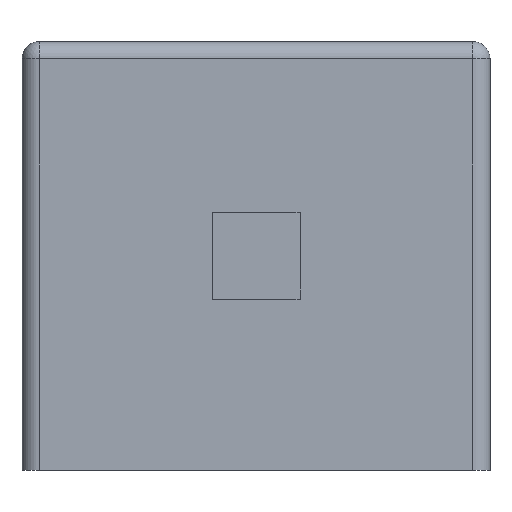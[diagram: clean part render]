
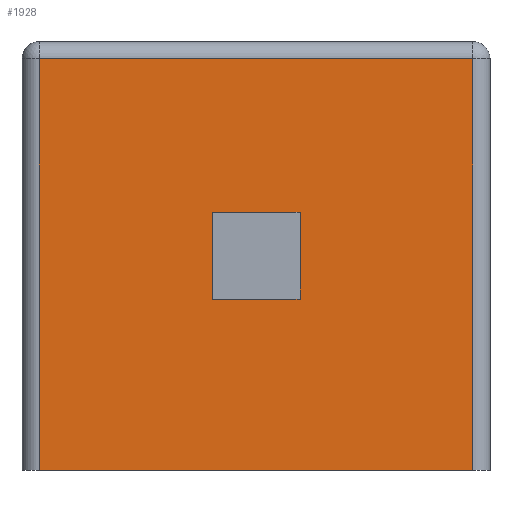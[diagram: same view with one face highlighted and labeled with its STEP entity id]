
A CAD part, top view. The second image highlights one B-rep face of the part: STEP entity #1928.
In plain terms, the highlighted planar face has unit normal (0, 0, 1).
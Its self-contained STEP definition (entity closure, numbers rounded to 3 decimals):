
#654=DIRECTION('',(0.,1.,0.));
#655=VECTOR('',#654,47.);
#656=CARTESIAN_POINT('',(-105.18,18.36,26.));
#657=LINE('',#656,#655);
#658=DIRECTION('',(1.,0.,0.));
#659=VECTOR('',#658,49.5);
#660=CARTESIAN_POINT('',(-154.68,18.36,26.));
#661=LINE('',#660,#659);
#662=DIRECTION('',(0.,-1.,0.));
#663=VECTOR('',#662,47.);
#664=CARTESIAN_POINT('',(-154.68,65.36,26.));
#665=LINE('',#664,#663);
#666=DIRECTION('',(-1.,0.,0.));
#667=VECTOR('',#666,49.5);
#668=CARTESIAN_POINT('',(-105.18,65.36,26.));
#669=LINE('',#668,#667);
#670=DIRECTION('',(1.,0.,0.));
#671=VECTOR('',#670,10.052);
#672=CARTESIAN_POINT('',(-134.948,37.91,26.));
#673=LINE('',#672,#671);
#674=DIRECTION('',(-1.,0.,0.));
#675=VECTOR('',#674,10.052);
#676=CARTESIAN_POINT('',(-124.896,47.834,26.));
#677=LINE('',#676,#675);
#682=DIRECTION('',(0.,1.,0.));
#683=VECTOR('',#682,9.927);
#684=CARTESIAN_POINT('',(-134.948,37.91,26.));
#685=LINE('',#684,#683);
#694=DIRECTION('',(0.,-1.,0.));
#695=VECTOR('',#694,9.924);
#696=CARTESIAN_POINT('',(-124.896,47.834,26.));
#697=LINE('',#696,#695);
#917=CARTESIAN_POINT('',(-105.18,18.36,26.));
#919=VERTEX_POINT('',#917);
#920=CARTESIAN_POINT('',(-105.18,65.36,26.));
#921=VERTEX_POINT('',#920);
#922=CARTESIAN_POINT('',(-154.68,65.36,26.));
#923=VERTEX_POINT('',#922);
#924=CARTESIAN_POINT('',(-154.68,18.36,26.));
#926=VERTEX_POINT('',#924);
#928=CARTESIAN_POINT('',(-134.948,37.91,26.));
#929=CARTESIAN_POINT('',(-134.948,47.837,26.));
#930=VERTEX_POINT('',#928);
#931=VERTEX_POINT('',#929);
#932=CARTESIAN_POINT('',(-124.896,47.834,26.));
#933=CARTESIAN_POINT('',(-124.896,37.91,26.));
#934=VERTEX_POINT('',#932);
#935=VERTEX_POINT('',#933);
#1907=CARTESIAN_POINT('',(0.,0.,26.));
#1908=DIRECTION('',(0.,0.,1.));
#1909=DIRECTION('',(1.,0.,0.));
#1910=AXIS2_PLACEMENT_3D('',#1907,#1908,#1909);
#1911=PLANE('',#1910);
#1912=ORIENTED_EDGE('',*,*,#1899,.F.);
#1913=ORIENTED_EDGE('',*,*,#1687,.F.);
#1914=ORIENTED_EDGE('',*,*,#1850,.F.);
#1915=ORIENTED_EDGE('',*,*,#1875,.F.);
#1916=EDGE_LOOP('',(#1912,#1913,#1914,#1915));
#1917=FACE_OUTER_BOUND('',#1916,.F.);
#1919=ORIENTED_EDGE('',*,*,#1918,.T.);
#1921=ORIENTED_EDGE('',*,*,#1920,.F.);
#1923=ORIENTED_EDGE('',*,*,#1922,.T.);
#1925=ORIENTED_EDGE('',*,*,#1924,.F.);
#1926=EDGE_LOOP('',(#1919,#1921,#1923,#1925));
#1927=FACE_BOUND('',#1926,.F.);
#1928=ADVANCED_FACE('',(#1917,#1927),#1911,.T.);
#1687=EDGE_CURVE('',#926,#919,#661,.T.);
#1850=EDGE_CURVE('',#923,#926,#665,.T.);
#1875=EDGE_CURVE('',#921,#923,#669,.T.);
#1899=EDGE_CURVE('',#919,#921,#657,.T.);
#1918=EDGE_CURVE('',#930,#935,#673,.T.);
#1920=EDGE_CURVE('',#934,#935,#697,.T.);
#1922=EDGE_CURVE('',#934,#931,#677,.T.);
#1924=EDGE_CURVE('',#930,#931,#685,.T.);
